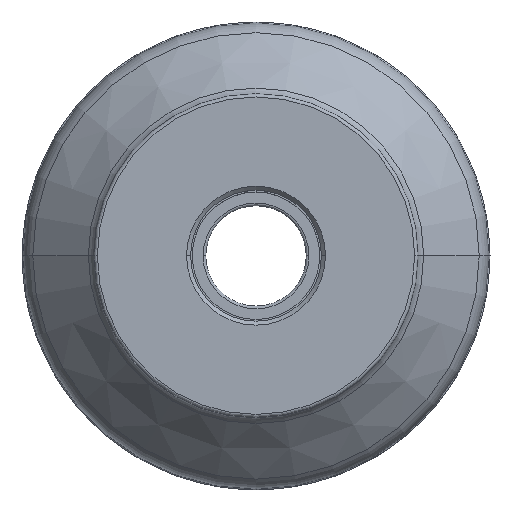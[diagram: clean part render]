
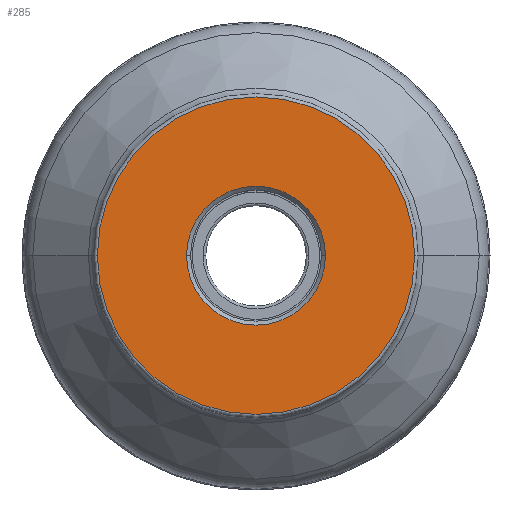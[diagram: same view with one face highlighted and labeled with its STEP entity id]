
A CAD part, top view. The second image highlights one B-rep face of the part: STEP entity #285.
In plain terms, the highlighted planar face has unit normal (0, 0, 1).
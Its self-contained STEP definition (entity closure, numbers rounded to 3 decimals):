
#66=PLANE('',#2357);
#74=FACE_BOUND('',#583,.T.);
#75=FACE_BOUND('',#584,.T.);
#285=ADVANCED_FACE('',(#74,#75),#66,.T.);
#583=EDGE_LOOP('',(#997,#998));
#584=EDGE_LOOP('',(#999,#1000,#1001,#1002));
#997=ORIENTED_EDGE('',*,*,#1507,.F.);
#998=ORIENTED_EDGE('',*,*,#1510,.F.);
#999=ORIENTED_EDGE('',*,*,#1511,.F.);
#1000=ORIENTED_EDGE('',*,*,#1512,.F.);
#1001=ORIENTED_EDGE('',*,*,#1513,.F.);
#1002=ORIENTED_EDGE('',*,*,#1514,.F.);
#1269=VERTEX_POINT('',#5175);
#1270=VERTEX_POINT('',#5177);
#1271=VERTEX_POINT('',#5184);
#1272=VERTEX_POINT('',#5185);
#1273=VERTEX_POINT('',#5187);
#1274=VERTEX_POINT('',#5189);
#1507=EDGE_CURVE('',#1269,#1270,#1842,.T.);
#1510=EDGE_CURVE('',#1270,#1269,#1845,.T.);
#1511=EDGE_CURVE('',#1271,#1272,#1846,.T.);
#1512=EDGE_CURVE('',#1273,#1271,#1847,.T.);
#1513=EDGE_CURVE('',#1274,#1273,#1848,.T.);
#1514=EDGE_CURVE('',#1272,#1274,#1849,.T.);
#1842=CIRCLE('',#2347,47.419);
#1845=CIRCLE('',#2351,47.419);
#1846=CIRCLE('',#2353,20.75);
#1847=CIRCLE('',#2354,20.75);
#1848=CIRCLE('',#2355,20.75);
#1849=CIRCLE('',#2356,20.75);
#2347=AXIS2_PLACEMENT_3D('',#5176,#2867,#2868);
#2351=AXIS2_PLACEMENT_3D('',#5181,#2875,#2876);
#2353=AXIS2_PLACEMENT_3D('',#5183,#2879,#2880);
#2354=AXIS2_PLACEMENT_3D('',#5186,#2881,#2882);
#2355=AXIS2_PLACEMENT_3D('',#5188,#2883,#2884);
#2356=AXIS2_PLACEMENT_3D('',#5190,#2885,#2886);
#2357=AXIS2_PLACEMENT_3D('',#5191,#2887,#2888);
#2867=DIRECTION('',(0.,0.,-1.));
#2868=DIRECTION('',(-1.,0.,0.));
#2875=DIRECTION('',(0.,0.,-1.));
#2876=DIRECTION('',(1.,0.,0.));
#2879=DIRECTION('',(0.,0.,1.));
#2880=DIRECTION('',(-1.,0.,0.));
#2881=DIRECTION('',(0.,0.,1.));
#2882=DIRECTION('',(0.,1.,0.));
#2883=DIRECTION('',(0.,0.,1.));
#2884=DIRECTION('',(1.,0.,0.));
#2885=DIRECTION('',(0.,0.,1.));
#2886=DIRECTION('',(0.,-1.,0.));
#2887=DIRECTION('',(0.,0.,1.));
#2888=DIRECTION('',(-1.,0.,0.));
#5175=CARTESIAN_POINT('',(-47.419,0.,0.));
#5176=CARTESIAN_POINT('',(0.,0.,0.));
#5177=CARTESIAN_POINT('',(47.419,0.,0.));
#5181=CARTESIAN_POINT('',(0.,0.,0.));
#5183=CARTESIAN_POINT('',(0.,0.,0.));
#5184=CARTESIAN_POINT('',(-20.75,0.,0.));
#5185=CARTESIAN_POINT('',(0.,-20.75,0.));
#5186=CARTESIAN_POINT('',(0.,0.,0.));
#5187=CARTESIAN_POINT('',(0.,20.75,0.));
#5188=CARTESIAN_POINT('',(0.,0.,0.));
#5189=CARTESIAN_POINT('',(20.75,0.,0.));
#5190=CARTESIAN_POINT('',(0.,0.,0.));
#5191=CARTESIAN_POINT('',(0.,0.,0.));
